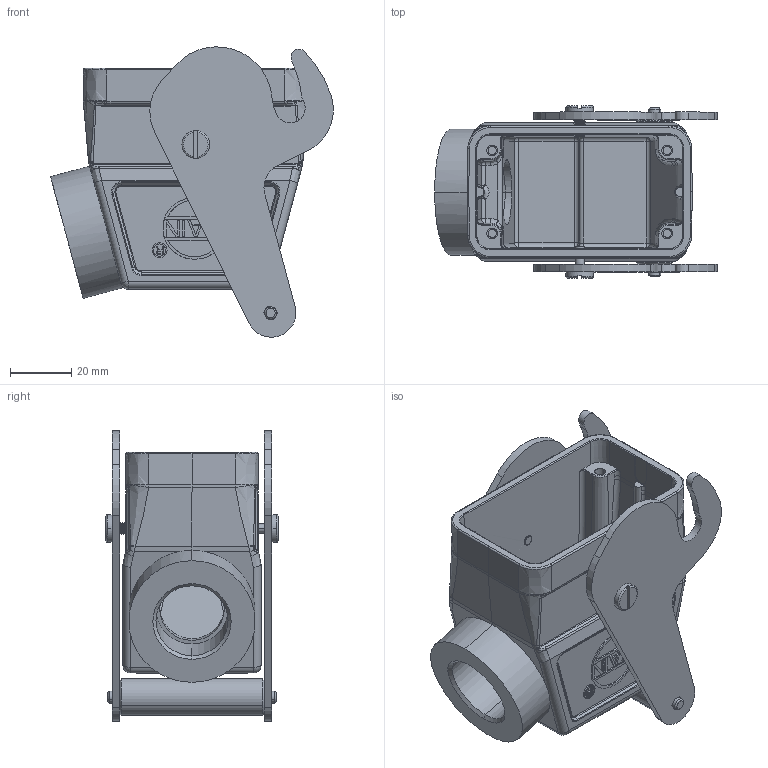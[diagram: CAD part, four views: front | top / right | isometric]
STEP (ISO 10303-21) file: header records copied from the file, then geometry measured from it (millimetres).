
FILE_DESCRIPTION((''),'2;1');
FILE_NAME('H10B-SEH-1L_C-M25','2020-09-28T',('f.li'),(''),'PRO/ENGINEER BY PARAMETRIC TECHNOLOGY CORPORATION, 2012480','PRO/ENGINEER BY PARAMETRIC TECHNOLOGY CORPORATION, 2012480','');
FILE_SCHEMA(('CONFIG_CONTROL_DESIGN'));
Length unit declared in the file: millimetre
Products named in the file (1): H10B-SEH-1L_C-M25
Bounding box: 92.07 x 56 x 94.51 mm (x, y, z)
Volume: 93078.6 mm3; surface area: 50216 mm2
Topology: 1 solids, 1 shells, 798 faces, 1987 edges, 1229 vertices
Faces by surface type: plane 303, cylinder 205, bspline 172, torus 53, cone 42, sphere 14, extrusion 9
Entity records: 32557 total; most frequent: CARTESIAN_POINT 14927, ORIENTED_EDGE 3954, DIRECTION 3198, EDGE_CURVE 1977, VERTEX_POINT 1229, AXIS2_PLACEMENT_3D 1125, VECTOR 948, LINE 939
